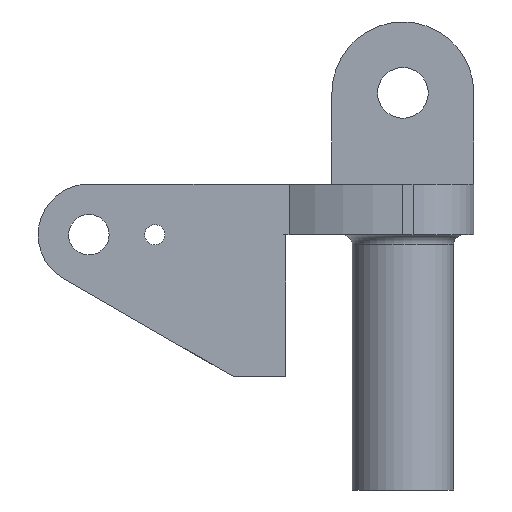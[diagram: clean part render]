
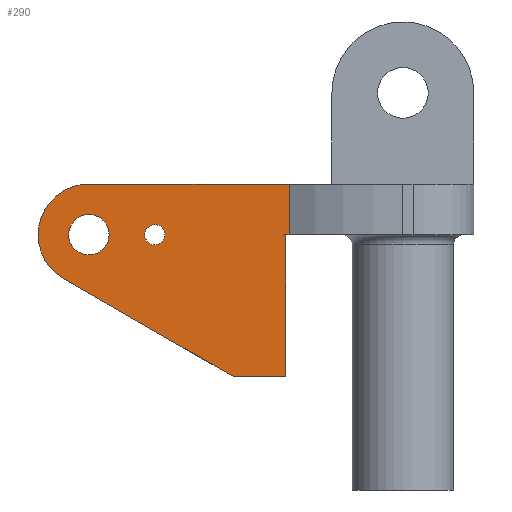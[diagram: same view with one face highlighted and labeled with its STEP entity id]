
A CAD part, left-side view. The second image highlights one B-rep face of the part: STEP entity #290.
In plain terms, the highlighted planar face has unit normal (-1, 0, 0).
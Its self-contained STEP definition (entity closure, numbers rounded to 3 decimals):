
#70=CARTESIAN_POINT('Vertex',(-16.55,11.582,-19.)) ;
#73=CARTESIAN_POINT('Line Origine',(-16.55,14.167,-19.)) ;
#77=CARTESIAN_POINT('Vertex',(-16.55,16.751,-19.)) ;
#192=CARTESIAN_POINT('Vertex',(-16.55,11.582,-5.)) ;
#195=CARTESIAN_POINT('Line Origine',(-16.55,11.582,-18.26)) ;
#207=CARTESIAN_POINT('Axis2P3D Location',(-16.55,0.,0.)) ;
#212=CARTESIAN_POINT('Line Origine',(-16.55,11.406,-5.)) ;
#216=CARTESIAN_POINT('Vertex',(-16.55,11.229,-5.)) ;
#219=CARTESIAN_POINT('Line Origine',(-16.55,11.229,-2.5)) ;
#223=CARTESIAN_POINT('Vertex',(-16.55,11.229,0.)) ;
#226=CARTESIAN_POINT('Line Origine',(-16.55,21.115,0.)) ;
#230=CARTESIAN_POINT('Vertex',(-16.55,31.,0.)) ;
#233=CARTESIAN_POINT('Axis2P3D Location',(-16.55,31.,-5.)) ;
#237=CARTESIAN_POINT('Vertex',(-16.55,33.5,-9.33)) ;
#240=CARTESIAN_POINT('Line Origine',(-16.55,25.126,-14.165)) ;
#254=CARTESIAN_POINT('Axis2P3D Location',(-16.55,31.,-5.)) ;
#258=CARTESIAN_POINT('Vertex',(-16.55,32.755,-4.041)) ;
#260=CARTESIAN_POINT('Vertex',(-16.55,29.245,-5.959)) ;
#263=CARTESIAN_POINT('Axis2P3D Location',(-16.55,31.,-5.)) ;
#272=CARTESIAN_POINT('Axis2P3D Location',(-16.55,24.5,-5.)) ;
#276=CARTESIAN_POINT('Vertex',(-16.55,23.622,-5.479)) ;
#278=CARTESIAN_POINT('Vertex',(-16.55,25.378,-4.521)) ;
#281=CARTESIAN_POINT('Axis2P3D Location',(-16.55,24.5,-5.)) ;
#74=DIRECTION('Vector Direction',(0.,-1.,0.)) ;
#196=DIRECTION('Vector Direction',(0.,0.,-1.)) ;
#208=DIRECTION('Axis2P3D Direction',(-1.,0.,0.)) ;
#209=DIRECTION('Axis2P3D XDirection',(-0.,-1.,-0.)) ;
#213=DIRECTION('Vector Direction',(0.,-1.,0.)) ;
#220=DIRECTION('Vector Direction',(0.,0.,-1.)) ;
#227=DIRECTION('Vector Direction',(0.,1.,0.)) ;
#234=DIRECTION('Axis2P3D Direction',(-1.,0.,0.)) ;
#241=DIRECTION('Vector Direction',(0.,-0.866,-0.5)) ;
#255=DIRECTION('Axis2P3D Direction',(-1.,0.,0.)) ;
#264=DIRECTION('Axis2P3D Direction',(-1.,0.,0.)) ;
#273=DIRECTION('Axis2P3D Direction',(-1.,0.,0.)) ;
#282=DIRECTION('Axis2P3D Direction',(-1.,0.,0.)) ;
#210=AXIS2_PLACEMENT_3D('Plane Axis2P3D',#207,#208,#209) ;
#235=AXIS2_PLACEMENT_3D('Circle Axis2P3D',#233,#234,$) ;
#256=AXIS2_PLACEMENT_3D('Circle Axis2P3D',#254,#255,$) ;
#265=AXIS2_PLACEMENT_3D('Circle Axis2P3D',#263,#264,$) ;
#274=AXIS2_PLACEMENT_3D('Circle Axis2P3D',#272,#273,$) ;
#283=AXIS2_PLACEMENT_3D('Circle Axis2P3D',#281,#282,$) ;
#246=ORIENTED_EDGE('',*,*,#199,.F.) ;
#247=ORIENTED_EDGE('',*,*,#218,.T.) ;
#248=ORIENTED_EDGE('',*,*,#225,.F.) ;
#249=ORIENTED_EDGE('',*,*,#232,.T.) ;
#250=ORIENTED_EDGE('',*,*,#239,.T.) ;
#251=ORIENTED_EDGE('',*,*,#244,.T.) ;
#252=ORIENTED_EDGE('',*,*,#79,.F.) ;
#269=ORIENTED_EDGE('',*,*,#262,.F.) ;
#270=ORIENTED_EDGE('',*,*,#267,.F.) ;
#287=ORIENTED_EDGE('',*,*,#280,.F.) ;
#288=ORIENTED_EDGE('',*,*,#285,.F.) ;
#271=FACE_BOUND('',#268,.T.) ;
#289=FACE_BOUND('',#286,.T.) ;
#75=VECTOR('Line Direction',#74,1.) ;
#197=VECTOR('Line Direction',#196,1.) ;
#214=VECTOR('Line Direction',#213,1.) ;
#221=VECTOR('Line Direction',#220,1.) ;
#228=VECTOR('Line Direction',#227,1.) ;
#242=VECTOR('Line Direction',#241,1.) ;
#290=ADVANCED_FACE('Corps principal',(#253,#271,#289),#211,.T.) ;
#236=CIRCLE('generated circle',#235,5.) ;
#257=CIRCLE('generated circle',#256,2.) ;
#266=CIRCLE('generated circle',#265,2.) ;
#275=CIRCLE('generated circle',#274,1.) ;
#284=CIRCLE('generated circle',#283,1.) ;
#79=EDGE_CURVE('',#71,#78,#76,.F.) ;
#199=EDGE_CURVE('',#193,#71,#198,.T.) ;
#218=EDGE_CURVE('',#193,#217,#215,.T.) ;
#225=EDGE_CURVE('',#224,#217,#222,.T.) ;
#232=EDGE_CURVE('',#224,#231,#229,.T.) ;
#239=EDGE_CURVE('',#231,#238,#236,.T.) ;
#244=EDGE_CURVE('',#238,#78,#243,.T.) ;
#262=EDGE_CURVE('',#259,#261,#257,.T.) ;
#267=EDGE_CURVE('',#261,#259,#266,.T.) ;
#280=EDGE_CURVE('',#277,#279,#275,.T.) ;
#285=EDGE_CURVE('',#279,#277,#284,.T.) ;
#245=EDGE_LOOP('',(#246,#247,#248,#249,#250,#251,#252)) ;
#268=EDGE_LOOP('',(#269,#270)) ;
#286=EDGE_LOOP('',(#287,#288)) ;
#253=FACE_OUTER_BOUND('',#245,.T.) ;
#76=LINE('Line',#73,#75) ;
#198=LINE('Line',#195,#197) ;
#215=LINE('Line',#212,#214) ;
#222=LINE('Line',#219,#221) ;
#229=LINE('Line',#226,#228) ;
#243=LINE('Line',#240,#242) ;
#211=PLANE('',#210) ;
#71=VERTEX_POINT('',#70) ;
#78=VERTEX_POINT('',#77) ;
#193=VERTEX_POINT('',#192) ;
#217=VERTEX_POINT('',#216) ;
#224=VERTEX_POINT('',#223) ;
#231=VERTEX_POINT('',#230) ;
#238=VERTEX_POINT('',#237) ;
#259=VERTEX_POINT('',#258) ;
#261=VERTEX_POINT('',#260) ;
#277=VERTEX_POINT('',#276) ;
#279=VERTEX_POINT('',#278) ;
